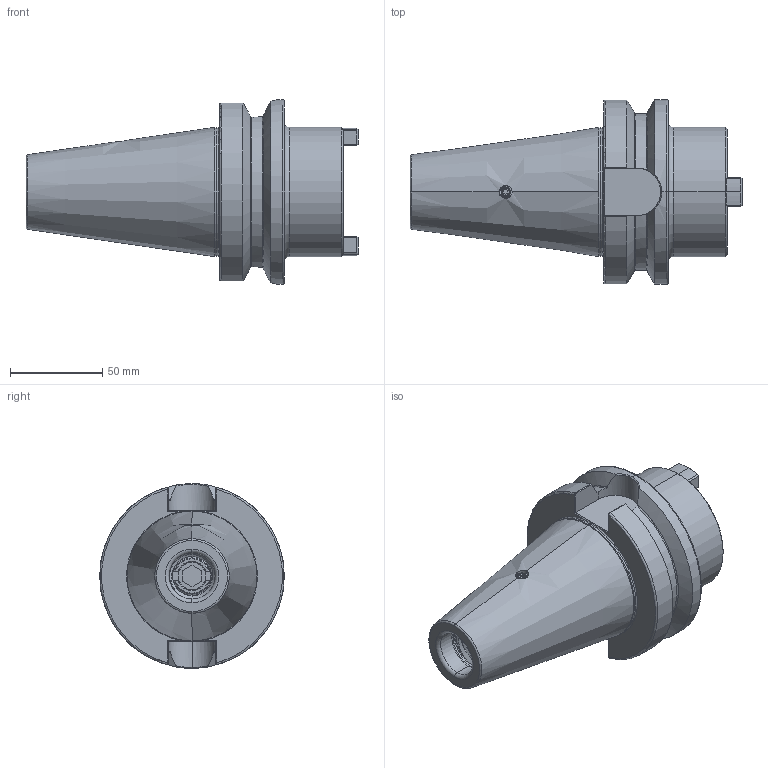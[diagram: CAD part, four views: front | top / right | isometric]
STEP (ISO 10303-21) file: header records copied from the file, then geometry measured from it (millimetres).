
FILE_DESCRIPTION (( 'STEP AP203' ), '1' );
FILE_NAME ('505.09.40.STEP', '2016-11-26T01:17:48', ( '' ), ( '' ), 'SwSTEP 2.0', 'SolidWorks 2012', '' );
FILE_SCHEMA (( 'CONFIG_CONTROL_DESIGN' ));
Length unit declared in the file: millimetre
Products named in the file (5): 2-02.000.0060100C2_M6xP01-10L; 505.09.40; 2-01130035_M16xP2-70L; 2-41371008AF_M24xP3_9.5L
Assembly tree (4 placements, depth 2):
  505.09.40
    505.09.40
    2-01130035_M16xP2-70L
    2-41371008AF_M24xP3_9.5L
    2-02.000.0060100C2_M6xP01-10L
Bounding box: 179.8 x 100 x 100 mm (x, y, z)
Volume: 523227.1 mm3; surface area: 77181.6 mm2
Topology: 4 solids, 4 shells, 384 faces, 1028 edges, 655 vertices
Faces by surface type: cylinder 175, plane 97, cone 45, bspline 37, torus 30
Entity records: 36465 total; most frequent: CARTESIAN_POINT 27664, ORIENTED_EDGE 2052, DIRECTION 1410, EDGE_CURVE 1026, VERTEX_POINT 655, AXIS2_PLACEMENT_3D 528, EDGE_LOOP 395, FACE_OUTER_BOUND 384
